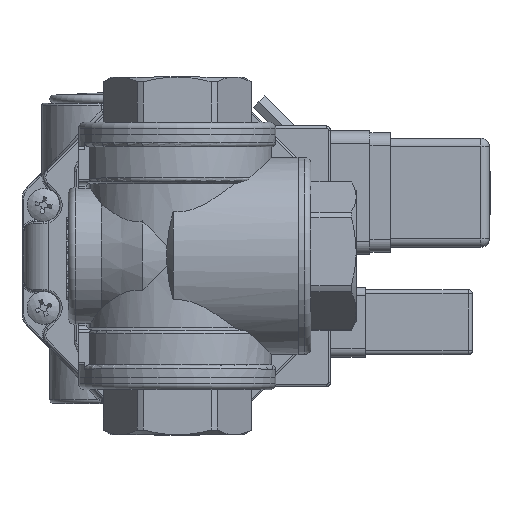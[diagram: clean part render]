
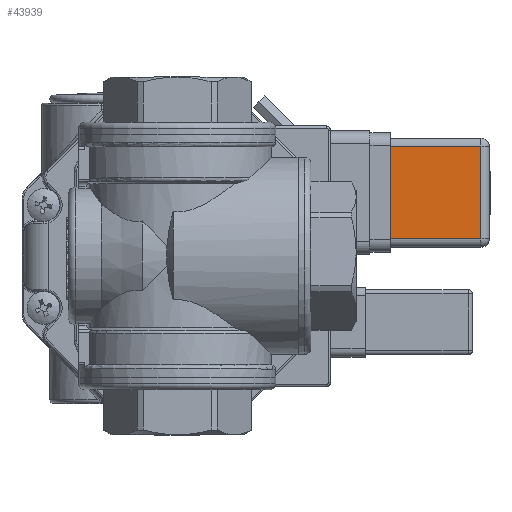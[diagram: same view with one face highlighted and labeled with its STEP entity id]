
A CAD part, top view. The second image highlights one B-rep face of the part: STEP entity #43939.
In plain terms, the highlighted face is planar.
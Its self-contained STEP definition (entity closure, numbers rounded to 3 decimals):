
#1497=PLANE('',#56001);
#4275=LINE('',#101980,#7157);
#4278=LINE('',#101987,#7160);
#4284=LINE('',#102003,#7166);
#4289=LINE('',#102017,#7171);
#7157=VECTOR('',#68117,1000.);
#7160=VECTOR('',#68124,1000.);
#7166=VECTOR('',#68144,1000.);
#7171=VECTOR('',#68161,1000.);
#20743=ORIENTED_EDGE('',*,*,#27600,.T.);
#20744=ORIENTED_EDGE('',*,*,#27596,.T.);
#20745=ORIENTED_EDGE('',*,*,#27616,.T.);
#20746=ORIENTED_EDGE('',*,*,#27609,.T.);
#27596=EDGE_CURVE('',#31834,#31838,#4275,.T.);
#27600=EDGE_CURVE('',#31840,#31834,#4278,.T.);
#27609=EDGE_CURVE('',#31845,#31840,#4284,.T.);
#27616=EDGE_CURVE('',#31838,#31845,#4289,.T.);
#31834=VERTEX_POINT('',#101967);
#31838=VERTEX_POINT('',#101978);
#31840=VERTEX_POINT('',#101984);
#31845=VERTEX_POINT('',#102004);
#37585=EDGE_LOOP('',(#20743,#20744,#20745,#20746));
#40819=FACE_BOUND('',#37585,.T.);
#43939=ADVANCED_FACE('',(#40819),#1497,.F.);
#56001=AXIS2_PLACEMENT_3D('',#102016,#68159,#68160);
#68117=DIRECTION('',(0.,0.,-1.));
#68124=DIRECTION('',(1.,0.,0.));
#68144=DIRECTION('',(0.,0.,1.));
#68159=DIRECTION('',(0.,-1.,0.));
#68160=DIRECTION('',(0.,0.,-1.));
#68161=DIRECTION('',(-1.,0.,0.));
#101967=CARTESIAN_POINT('',(11.25,13.25,36.6));
#101978=CARTESIAN_POINT('',(11.25,13.25,14.6));
#101980=CARTESIAN_POINT('',(11.25,13.25,38.6));
#101984=CARTESIAN_POINT('',(-11.25,13.25,36.6));
#101987=CARTESIAN_POINT('',(-13.25,13.25,36.6));
#102003=CARTESIAN_POINT('',(-11.25,13.25,38.6));
#102004=CARTESIAN_POINT('',(-11.25,13.25,14.6));
#102016=CARTESIAN_POINT('',(-13.25,13.25,38.6));
#102017=CARTESIAN_POINT('',(-13.25,13.25,14.6));
